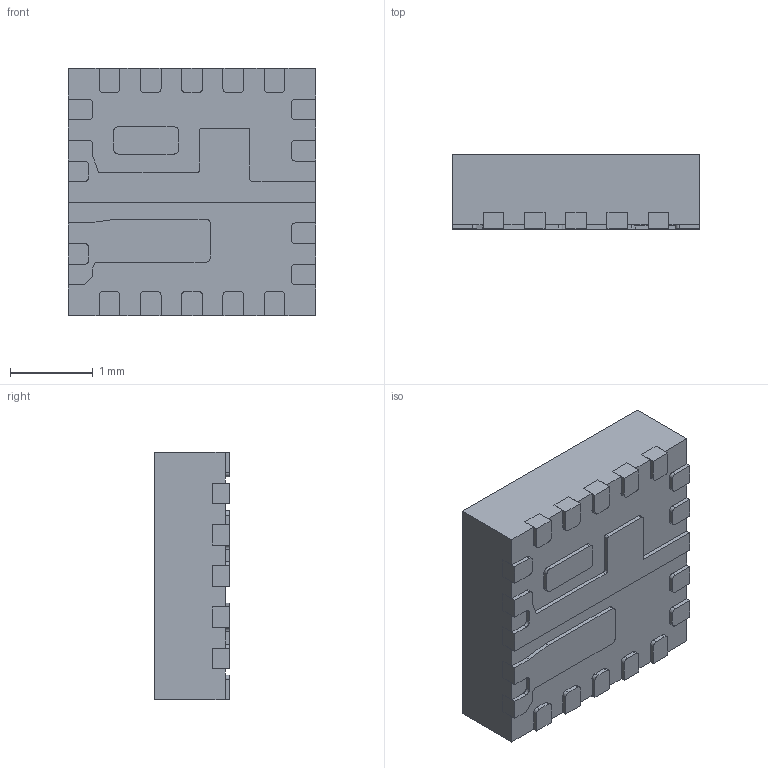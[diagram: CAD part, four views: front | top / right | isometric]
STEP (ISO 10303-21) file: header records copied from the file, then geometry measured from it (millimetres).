
FILE_DESCRIPTION (( 'STEP AP214' ), '1' );
FILE_NAME ('MIC24045-EIYFL-TR.STEP', '2022-10-28T18:38:55', ( '' ), ( '' ), 'SwSTEP 2.0', 'SolidWorks 2017', '' );
FILE_SCHEMA (( 'AUTOMOTIVE_DESIGN' ));
Length unit declared in the file: millimetre
Products named in the file (1): MIC24045-EIYFL-TR
Bounding box: 3 x 0.9 x 3 mm (x, y, z)
Volume: 7.8 mm3; surface area: 45.7 mm2
Topology: 20 solids, 20 shells, 326 faces, 852 edges, 568 vertices
Faces by surface type: plane 230, cylinder 96
Entity records: 10193 total; most frequent: CARTESIAN_POINT 1747, ORIENTED_EDGE 1704, DIRECTION 1698, EDGE_CURVE 852, VECTOR 660, LINE 660, VERTEX_POINT 568, AXIS2_PLACEMENT_3D 519
